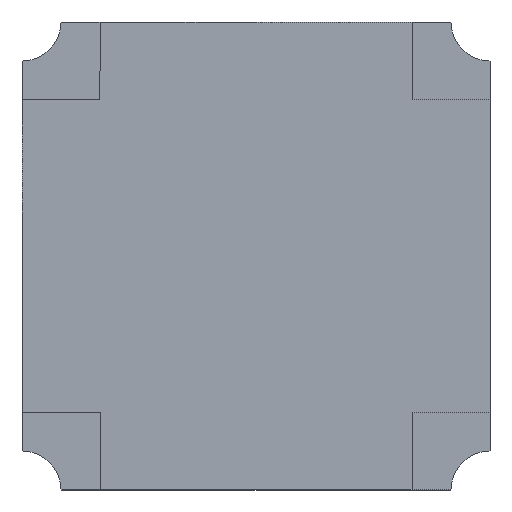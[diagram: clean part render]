
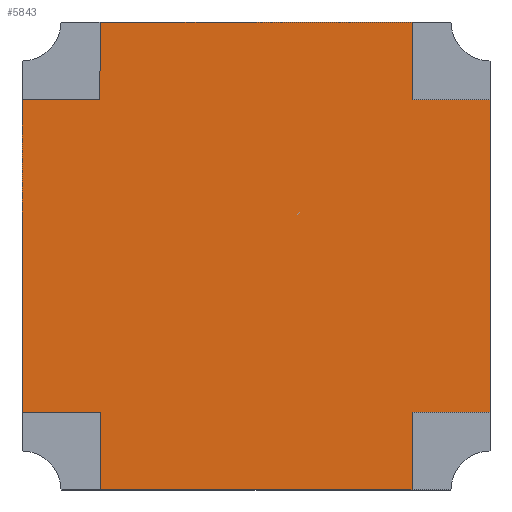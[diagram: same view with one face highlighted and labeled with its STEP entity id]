
A CAD part, front view. The second image highlights one B-rep face of the part: STEP entity #5843.
In plain terms, the highlighted planar face has unit normal (0, -1, 0).
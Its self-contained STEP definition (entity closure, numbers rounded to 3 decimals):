
#79 = CARTESIAN_POINT ( 'NONE',  ( -6., 0., 4. ) ) ;
#169 = CARTESIAN_POINT ( 'NONE',  ( 4., 0., -6. ) ) ;
#240 = CARTESIAN_POINT ( 'NONE',  ( 0., 0., 0. ) ) ;
#290 = DIRECTION ( 'NONE',  ( 1., 0., 0. ) ) ;
#344 = VECTOR ( 'NONE', #960, 1000. ) ;
#373 = CARTESIAN_POINT ( 'NONE',  ( 6., 0., -4. ) ) ;
#636 = DIRECTION ( 'NONE',  ( 0., 0., -1. ) ) ;
#657 = VERTEX_POINT ( 'NONE', #7410 ) ;
#819 = CARTESIAN_POINT ( 'NONE',  ( 4., 0., 4. ) ) ;
#900 = CARTESIAN_POINT ( 'NONE',  ( 4., 0., -4. ) ) ;
#960 = DIRECTION ( 'NONE',  ( 1., 0., 0. ) ) ;
#1159 = VECTOR ( 'NONE', #9889, 1000. ) ;
#1483 = VECTOR ( 'NONE', #7139, 1000. ) ;
#1507 = CARTESIAN_POINT ( 'NONE',  ( -4., 0., 4. ) ) ;
#1521 = DIRECTION ( 'NONE',  ( -1., 0., 0. ) ) ;
#1538 = CARTESIAN_POINT ( 'NONE',  ( -6., 0., 4. ) ) ;
#1687 = VERTEX_POINT ( 'NONE', #2618 ) ;
#1716 = VECTOR ( 'NONE', #10189, 1000. ) ;
#1776 = CARTESIAN_POINT ( 'NONE',  ( -4., 0., -4. ) ) ;
#1938 = VERTEX_POINT ( 'NONE', #2015 ) ;
#1976 = VERTEX_POINT ( 'NONE', #169 ) ;
#2015 = CARTESIAN_POINT ( 'NONE',  ( 6., 0., 4. ) ) ;
#2153 = ORIENTED_EDGE ( 'NONE', *, *, #9982, .F. ) ;
#2618 = CARTESIAN_POINT ( 'NONE',  ( -6., 0., -4. ) ) ;
#2905 = CARTESIAN_POINT ( 'NONE',  ( -6., 0., 0. ) ) ;
#2907 = CARTESIAN_POINT ( 'NONE',  ( 6., 0., -4. ) ) ;
#3236 = LINE ( 'NONE', #6886, #6747 ) ;
#3261 = LINE ( 'NONE', #2905, #1716 ) ;
#3356 = DIRECTION ( 'NONE',  ( 0., 0., 1. ) ) ;
#3710 = DIRECTION ( 'NONE',  ( 1., 0., 0. ) ) ;
#3714 = VERTEX_POINT ( 'NONE', #10227 ) ;
#3721 = CARTESIAN_POINT ( 'NONE',  ( 6., 0., 4. ) ) ;
#4027 = DIRECTION ( 'NONE',  ( -1., 0., 0. ) ) ;
#4086 = CARTESIAN_POINT ( 'NONE',  ( 4., 0., 4. ) ) ;
#4286 = LINE ( 'NONE', #900, #7279 ) ;
#4361 = CARTESIAN_POINT ( 'NONE',  ( -4., 0., 6. ) ) ;
#4376 = VERTEX_POINT ( 'NONE', #4086 ) ;
#4456 = VERTEX_POINT ( 'NONE', #6888 ) ;
#4645 = EDGE_CURVE ( 'NONE', #4376, #1938, #11320, .T. ) ;
#4656 = DIRECTION ( 'NONE',  ( 0., 1., 0. ) ) ;
#4720 = LINE ( 'NONE', #819, #1483 ) ;
#4960 = VERTEX_POINT ( 'NONE', #2907 ) ;
#5000 = EDGE_CURVE ( 'NONE', #657, #1976, #11312, .T. ) ;
#5022 = EDGE_CURVE ( 'NONE', #657, #6953, #5672, .T. ) ;
#5086 = VECTOR ( 'NONE', #3710, 1000. ) ;
#5325 = CARTESIAN_POINT ( 'NONE',  ( 4., 0., -4. ) ) ;
#5337 = CARTESIAN_POINT ( 'NONE',  ( -4., 0., -4. ) ) ;
#5578 = VECTOR ( 'NONE', #8945, 1000. ) ;
#5672 = LINE ( 'NONE', #1776, #1159 ) ;
#5728 = EDGE_CURVE ( 'NONE', #6070, #4456, #8066, .T. ) ;
#5731 = ORIENTED_EDGE ( 'NONE', *, *, #5022, .F. ) ;
#5835 = ORIENTED_EDGE ( 'NONE', *, *, #11502, .F. ) ;
#5843 = ADVANCED_FACE ( 'NONE', ( #7505 ), #9318, .F. ) ;
#5886 = EDGE_CURVE ( 'NONE', #6070, #1687, #3261, .T. ) ;
#6070 = VERTEX_POINT ( 'NONE', #1538 ) ;
#6158 = LINE ( 'NONE', #1507, #11493 ) ;
#6282 = LINE ( 'NONE', #9775, #5578 ) ;
#6747 = VECTOR ( 'NONE', #1521, 1000. ) ;
#6886 = CARTESIAN_POINT ( 'NONE',  ( -6., 0., -4. ) ) ;
#6888 = CARTESIAN_POINT ( 'NONE',  ( -4., 0., 4. ) ) ;
#6934 = CARTESIAN_POINT ( 'NONE',  ( 6., 0., 0. ) ) ;
#6953 = VERTEX_POINT ( 'NONE', #5337 ) ;
#7139 = DIRECTION ( 'NONE',  ( 0., 0., -1. ) ) ;
#7154 = ORIENTED_EDGE ( 'NONE', *, *, #9833, .F. ) ;
#7279 = VECTOR ( 'NONE', #7342, 1000. ) ;
#7342 = DIRECTION ( 'NONE',  ( 0., 0., -1. ) ) ;
#7410 = CARTESIAN_POINT ( 'NONE',  ( -4., 0., -6. ) ) ;
#7505 = FACE_OUTER_BOUND ( 'NONE', #8239, .T. ) ;
#7703 = EDGE_CURVE ( 'NONE', #6953, #1687, #3236, .T. ) ;
#8066 = LINE ( 'NONE', #79, #5086 ) ;
#8221 = AXIS2_PLACEMENT_3D ( 'NONE', #240, #4656, #10995 ) ;
#8239 = EDGE_LOOP ( 'NONE', ( #10028, #8827, #11659, #5835, #2153, #10003, #9055, #8469, #5731, #9506, #9860, #7154 ) ) ;
#8455 = VERTEX_POINT ( 'NONE', #5325 ) ;
#8469 = ORIENTED_EDGE ( 'NONE', *, *, #7703, .F. ) ;
#8827 = ORIENTED_EDGE ( 'NONE', *, *, #4645, .F. ) ;
#8945 = DIRECTION ( 'NONE',  ( 1., 0., 0. ) ) ;
#9018 = LINE ( 'NONE', #6934, #10296 ) ;
#9055 = ORIENTED_EDGE ( 'NONE', *, *, #5886, .T. ) ;
#9318 = PLANE ( 'NONE',  #8221 ) ;
#9367 = EDGE_CURVE ( 'NONE', #1938, #4960, #9018, .T. ) ;
#9506 = ORIENTED_EDGE ( 'NONE', *, *, #5000, .T. ) ;
#9775 = CARTESIAN_POINT ( 'NONE',  ( 0., 0., 6. ) ) ;
#9833 = EDGE_CURVE ( 'NONE', #4960, #8455, #11236, .T. ) ;
#9860 = ORIENTED_EDGE ( 'NONE', *, *, #11581, .F. ) ;
#9889 = DIRECTION ( 'NONE',  ( 0., 0., 1. ) ) ;
#9982 = EDGE_CURVE ( 'NONE', #4456, #11501, #6158, .T. ) ;
#10003 = ORIENTED_EDGE ( 'NONE', *, *, #5728, .F. ) ;
#10028 = ORIENTED_EDGE ( 'NONE', *, *, #9367, .F. ) ;
#10066 = VECTOR ( 'NONE', #290, 1000. ) ;
#10189 = DIRECTION ( 'NONE',  ( 0., 0., -1. ) ) ;
#10191 = CARTESIAN_POINT ( 'NONE',  ( 0., 0., -6. ) ) ;
#10227 = CARTESIAN_POINT ( 'NONE',  ( 4., 0., 6. ) ) ;
#10296 = VECTOR ( 'NONE', #636, 1000. ) ;
#10407 = VECTOR ( 'NONE', #4027, 1000. ) ;
#10995 = DIRECTION ( 'NONE',  ( 0., 0., 1. ) ) ;
#11236 = LINE ( 'NONE', #373, #10407 ) ;
#11312 = LINE ( 'NONE', #10191, #10066 ) ;
#11320 = LINE ( 'NONE', #3721, #344 ) ;
#11481 = EDGE_CURVE ( 'NONE', #3714, #4376, #4720, .T. ) ;
#11493 = VECTOR ( 'NONE', #3356, 1000. ) ;
#11501 = VERTEX_POINT ( 'NONE', #4361 ) ;
#11502 = EDGE_CURVE ( 'NONE', #11501, #3714, #6282, .T. ) ;
#11581 = EDGE_CURVE ( 'NONE', #8455, #1976, #4286, .T. ) ;
#11659 = ORIENTED_EDGE ( 'NONE', *, *, #11481, .F. ) ;
